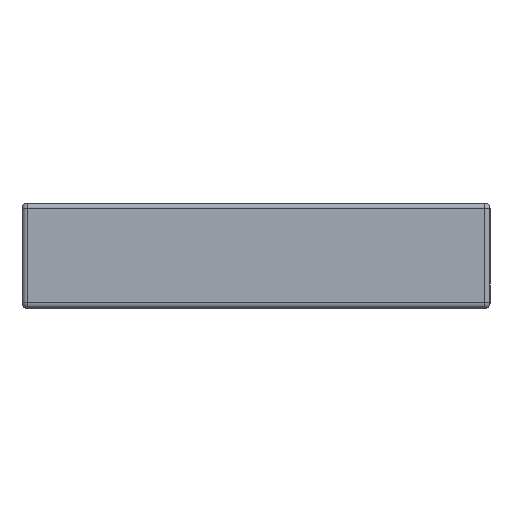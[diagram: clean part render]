
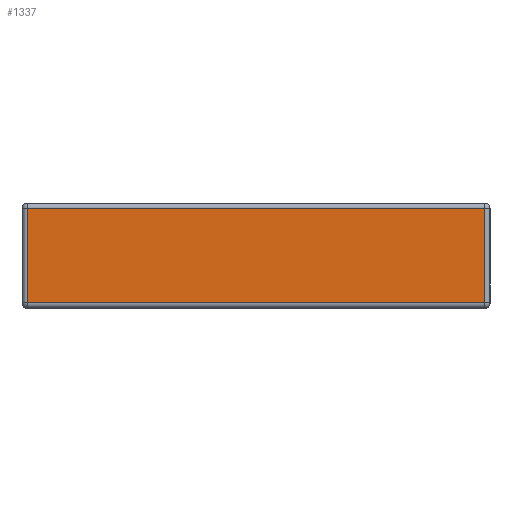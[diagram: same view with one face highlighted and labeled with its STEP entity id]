
A CAD part, top view. The second image highlights one B-rep face of the part: STEP entity #1337.
In plain terms, the highlighted planar face has unit normal (0, 0, 1).
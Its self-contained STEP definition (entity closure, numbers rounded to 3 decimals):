
#430=FACE_OUTER_BOUND('',#3372,.T.);
#1337=ADVANCED_FACE('',(#430),#2263,.F.);
#2263=PLANE('',#17210);
#3372=EDGE_LOOP('',(#7295,#7296,#7297,#7298));
#4476=LINE('',#24930,#5618);
#4477=LINE('',#24933,#5619);
#4478=LINE('',#24935,#5620);
#4479=LINE('',#24937,#5621);
#5618=VECTOR('',#18731,1.);
#5619=VECTOR('',#18732,1.);
#5620=VECTOR('',#18733,1.);
#5621=VECTOR('',#18734,1.);
#7295=ORIENTED_EDGE('',*,*,#14114,.T.);
#7296=ORIENTED_EDGE('',*,*,#14115,.T.);
#7297=ORIENTED_EDGE('',*,*,#14116,.T.);
#7298=ORIENTED_EDGE('',*,*,#14117,.T.);
#12411=VERTEX_POINT('',#24931);
#12412=VERTEX_POINT('',#24932);
#12413=VERTEX_POINT('',#24934);
#12414=VERTEX_POINT('',#24936);
#14114=EDGE_CURVE('',#12411,#12412,#4476,.T.);
#14115=EDGE_CURVE('',#12412,#12413,#4477,.T.);
#14116=EDGE_CURVE('',#12413,#12414,#4478,.T.);
#14117=EDGE_CURVE('',#12414,#12411,#4479,.T.);
#17210=AXIS2_PLACEMENT_3D('',#24938,#18735,#18736);
#18731=DIRECTION('',(0.,1.,0.));
#18732=DIRECTION('',(-1.,0.,0.));
#18733=DIRECTION('',(0.,-1.,0.));
#18734=DIRECTION('',(1.,0.,0.));
#18735=DIRECTION('',(0.,0.,-1.));
#18736=DIRECTION('',(-1.,0.,0.));
#24930=CARTESIAN_POINT('',(8.7,-2.,0.));
#24931=CARTESIAN_POINT('',(8.7,-1.8,0.));
#24932=CARTESIAN_POINT('',(8.7,1.8,0.));
#24933=CARTESIAN_POINT('',(-8.7,1.8,0.));
#24934=CARTESIAN_POINT('',(-8.7,1.8,0.));
#24935=CARTESIAN_POINT('',(-8.7,-2.,0.));
#24936=CARTESIAN_POINT('',(-8.7,-1.8,0.));
#24937=CARTESIAN_POINT('',(8.9,-1.8,0.));
#24938=CARTESIAN_POINT('',(8.9,-2.,0.));
